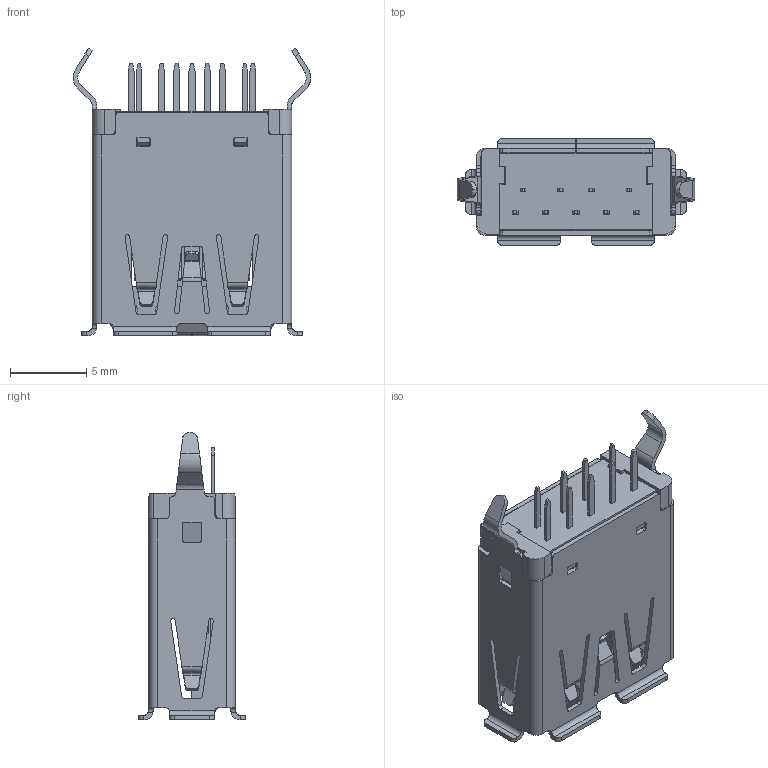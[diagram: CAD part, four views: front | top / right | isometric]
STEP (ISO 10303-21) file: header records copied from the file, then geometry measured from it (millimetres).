
FILE_DESCRIPTION( ( 'STEP AP214' ), '1' );
FILE_NAME( 'psolqas_11768_3783.stp', '2022-01-10T15:06:54', ( 'License CC BY-ND 4.0' ), ( 'CADENAS' ), ' ', 'PARTsolutions', ' ' );
FILE_SCHEMA( ( 'AUTOMOTIVE_DESIGN { 1 0 10303 214 1 1 1 1 }' ) );
Length unit declared in the file: metre
Products named in the file (1): 1
Bounding box: 15.6 x 7 x 18.9 mm (x, y, z)
Volume: 564.9 mm3; surface area: 1848.3 mm2
Topology: 1 solids, 1 shells, 782 faces, 2143 edges, 1386 vertices
Faces by surface type: plane 506, cylinder 248, bspline 28
Full cylindrical faces by diameter (mm): 0.5 x10, 0.8 x5
Entity records: 26364 total; most frequent: CARTESIAN_POINT 6486, ORIENTED_EDGE 4256, DIRECTION 3918, EDGE_CURVE 2128, LINE 1600, VECTOR 1600, VERTEX_POINT 1386, AXIS2_PLACEMENT_3D 1159
